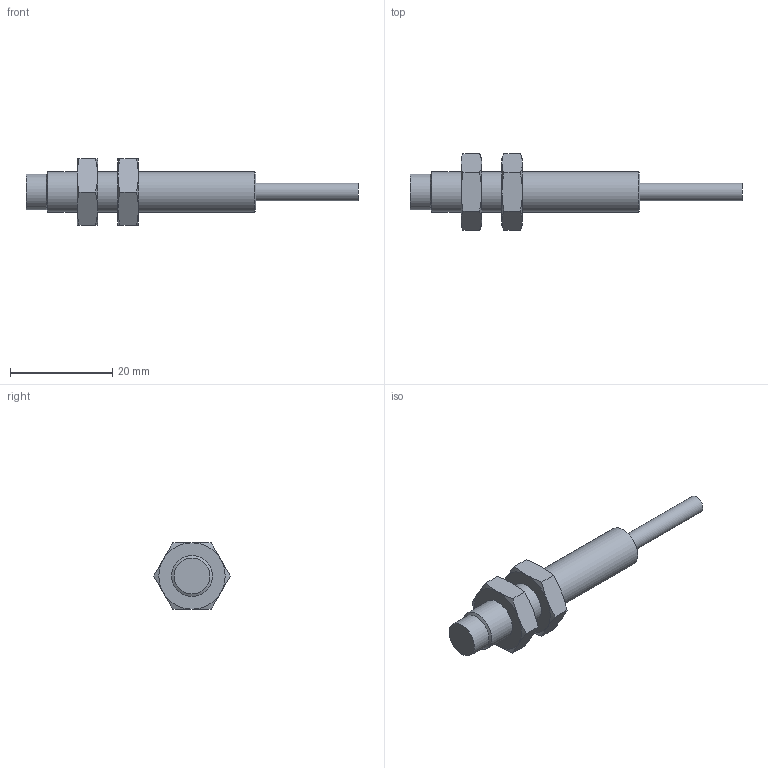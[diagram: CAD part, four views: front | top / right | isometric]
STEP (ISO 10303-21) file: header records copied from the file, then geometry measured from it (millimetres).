
FILE_DESCRIPTION(('FreeCAD Model'),'2;1');
FILE_NAME('LCS2-0806X-X3UX-AMS.stp','2020-05-06T09:19:00',( 'Author'),(''),'Open CASCADE STEP processor 7.3','FreeCAD','Unknown' );
FILE_SCHEMA(('AUTOMOTIVE_DESIGN { 1 0 10303 214 1 1 1 1 }'));
Length unit declared in the file: millimetre
Products named in the file (1): LCS2-0806X-X3UX-AMS
Bounding box: 65 x 15.01 x 13 mm (x, y, z)
Volume: 3166.5 mm3; surface area: 1952.4 mm2
Topology: 1 solids, 1 shells, 50 faces, 104 edges, 61 vertices
Faces by surface type: cone 26, plane 19, cylinder 5
Full cylindrical faces by diameter (mm): 3.5 x1, 7 x1, 8 x3
Entity records: 4401 total; most frequent: CARTESIAN_POINT 2153, DIRECTION 285, ORIENTED_EDGE 208, PCURVE 208, DEFINITIONAL_REPRESENTATION 208, B_SPLINE_CURVE_WITH_KNOTS 151, EDGE_CURVE 104, SURFACE_CURVE 97
